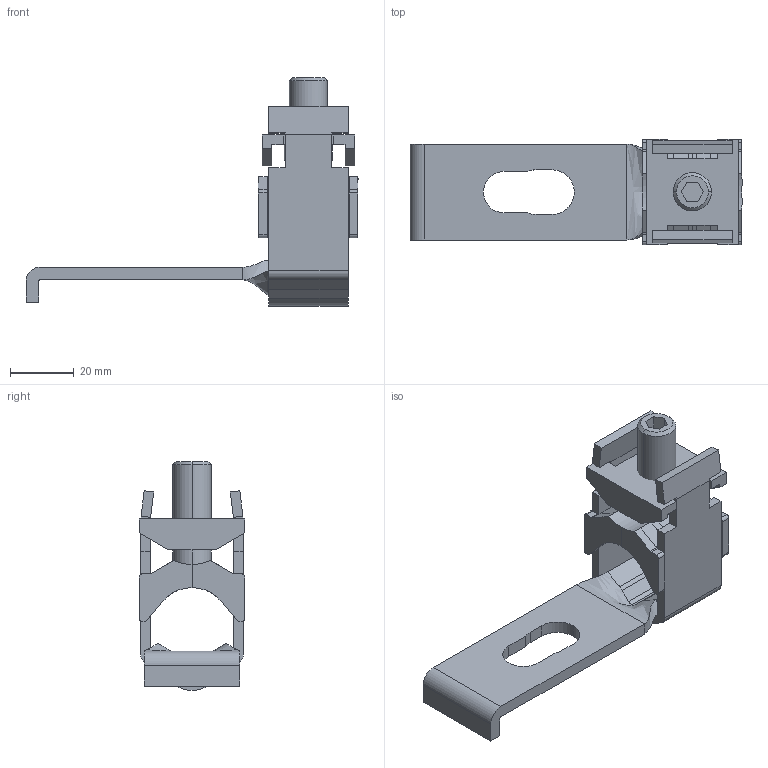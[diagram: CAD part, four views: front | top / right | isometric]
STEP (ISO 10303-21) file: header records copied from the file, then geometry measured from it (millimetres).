
FILE_DESCRIPTION(('CATIA V5 STEP'),'2;1');
FILE_NAME('K2301095_L_V-Rahmenklemme-mit-Lasche-KM2G_A50_60_V90-120.stp','2015-11-18T16:34:58+00:00',('none'),('Jean Müller GmbH'),'CATIA Version 5 Release 19 SP 9 (IN-10)','CATIA V5 STEP AP214','none');
FILE_SCHEMA(('AUTOMOTIVE_DESIGN { 1 0 10303 214 1 1 1 1 }'));
Length unit declared in the file: millimetre
Products named in the file (7): K2301095_L_V-Rahmenklemme mit Lasche KM2G/A50-60; 59248_01_Multi-V-Anschlusslasche; 804229_L_Rahmenklemme KM2G; 68238_Gewindestift; 158402_L_Klemmenmutter M12 KM2G; 158404_10_L_V-Rahmen V02 gebogen und vereinfacht; 70456_L_Druckstueck vereinfacht
Assembly tree (6 placements, depth 3):
  K2301095_L_V-Rahmenklemme mit Lasche KM2G/A50-60
    59248_01_Multi-V-Anschlusslasche
    804229_L_Rahmenklemme KM2G
      68238_Gewindestift
      158402_L_Klemmenmutter M12 KM2G
      158404_10_L_V-Rahmen V02 gebogen und vereinfacht
      70456_L_Druckstueck vereinfacht
Bounding box: 104.05 x 33 x 71.73 mm (x, y, z)
Volume: 34459.3 mm3; surface area: 22909.9 mm2
Topology: 5 solids, 5 shells, 287 faces, 827 edges, 553 vertices
Faces by surface type: plane 200, cylinder 67, bspline 12, cone 4, extrusion 4
Entity records: 11037 total; most frequent: CARTESIAN_POINT 2366, ORIENTED_EDGE 1654, DIRECTION 1201, EDGE_CURVE 827, VECTOR 600, LINE 596, VERTEX_POINT 553, AXIS2_PLACEMENT_3D 387
